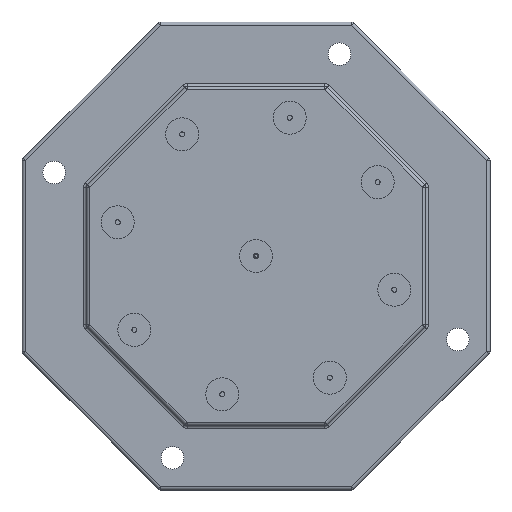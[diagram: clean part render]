
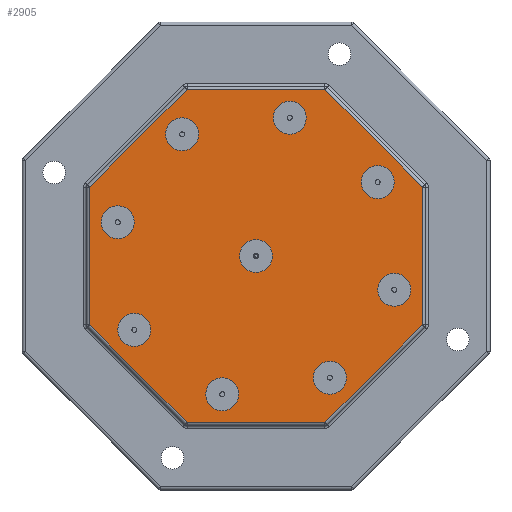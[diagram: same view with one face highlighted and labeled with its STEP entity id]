
A CAD part, front view. The second image highlights one B-rep face of the part: STEP entity #2905.
In plain terms, the highlighted planar face has unit normal (0, -1, 0).
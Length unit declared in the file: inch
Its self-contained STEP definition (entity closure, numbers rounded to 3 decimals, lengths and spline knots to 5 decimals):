
#69=FACE_BOUND('',#466,.T.);
#70=FACE_BOUND('',#467,.T.);
#71=FACE_BOUND('',#468,.T.);
#72=FACE_BOUND('',#469,.T.);
#73=FACE_BOUND('',#470,.T.);
#74=FACE_BOUND('',#471,.T.);
#75=FACE_BOUND('',#472,.T.);
#76=FACE_BOUND('',#473,.T.);
#77=FACE_BOUND('',#474,.T.);
#123=PLANE('',#3253);
#258=FACE_OUTER_BOUND('',#465,.T.);
#465=EDGE_LOOP('',(#2248,#2249,#2250,#2251,#2252,#2253,#2254,#2255));
#466=EDGE_LOOP('',(#2256));
#467=EDGE_LOOP('',(#2257));
#468=EDGE_LOOP('',(#2258));
#469=EDGE_LOOP('',(#2259));
#470=EDGE_LOOP('',(#2260));
#471=EDGE_LOOP('',(#2261));
#472=EDGE_LOOP('',(#2262));
#473=EDGE_LOOP('',(#2263));
#474=EDGE_LOOP('',(#2264));
#722=CIRCLE('',#3254,0.1055);
#723=CIRCLE('',#3255,0.1055);
#724=CIRCLE('',#3256,0.1055);
#725=CIRCLE('',#3257,0.1055);
#726=CIRCLE('',#3258,0.1055);
#727=CIRCLE('',#3259,0.1055);
#728=CIRCLE('',#3260,0.1055);
#729=CIRCLE('',#3261,0.1055);
#730=CIRCLE('',#3262,0.1055);
#930=LINE('',#4911,#1096);
#933=LINE('',#4927,#1099);
#934=LINE('',#4933,#1100);
#935=LINE('',#4939,#1101);
#936=LINE('',#4945,#1102);
#937=LINE('',#4951,#1103);
#941=LINE('',#4969,#1107);
#944=LINE('',#4984,#1110);
#1096=VECTOR('',#3934,0.3937);
#1099=VECTOR('',#3955,0.3937);
#1100=VECTOR('',#3964,0.3937);
#1101=VECTOR('',#3973,0.3937);
#1102=VECTOR('',#3982,0.3937);
#1103=VECTOR('',#3991,0.3937);
#1107=VECTOR('',#4013,0.3937);
#1110=VECTOR('',#4034,0.3937);
#1300=VERTEX_POINT('',#4895);
#1304=VERTEX_POINT('',#4910);
#1308=VERTEX_POINT('',#4926);
#1309=VERTEX_POINT('',#4932);
#1310=VERTEX_POINT('',#4938);
#1311=VERTEX_POINT('',#4944);
#1312=VERTEX_POINT('',#4950);
#1317=VERTEX_POINT('',#4968);
#1321=VERTEX_POINT('',#4986);
#1322=VERTEX_POINT('',#4988);
#1323=VERTEX_POINT('',#4990);
#1324=VERTEX_POINT('',#4992);
#1325=VERTEX_POINT('',#4994);
#1326=VERTEX_POINT('',#4996);
#1327=VERTEX_POINT('',#4998);
#1328=VERTEX_POINT('',#5000);
#1329=VERTEX_POINT('',#5002);
#1624=EDGE_CURVE('',#1300,#1304,#930,.T.);
#1632=EDGE_CURVE('',#1304,#1308,#933,.T.);
#1635=EDGE_CURVE('',#1308,#1309,#934,.T.);
#1638=EDGE_CURVE('',#1309,#1310,#935,.T.);
#1641=EDGE_CURVE('',#1310,#1311,#936,.T.);
#1644=EDGE_CURVE('',#1311,#1312,#937,.T.);
#1653=EDGE_CURVE('',#1312,#1317,#941,.T.);
#1661=EDGE_CURVE('',#1317,#1300,#944,.T.);
#1662=EDGE_CURVE('',#1321,#1321,#722,.T.);
#1663=EDGE_CURVE('',#1322,#1322,#723,.T.);
#1664=EDGE_CURVE('',#1323,#1323,#724,.T.);
#1665=EDGE_CURVE('',#1324,#1324,#725,.T.);
#1666=EDGE_CURVE('',#1325,#1325,#726,.T.);
#1667=EDGE_CURVE('',#1326,#1326,#727,.T.);
#1668=EDGE_CURVE('',#1327,#1327,#728,.T.);
#1669=EDGE_CURVE('',#1328,#1328,#729,.T.);
#1670=EDGE_CURVE('',#1329,#1329,#730,.T.);
#2248=ORIENTED_EDGE('',*,*,#1661,.F.);
#2249=ORIENTED_EDGE('',*,*,#1653,.F.);
#2250=ORIENTED_EDGE('',*,*,#1644,.F.);
#2251=ORIENTED_EDGE('',*,*,#1641,.F.);
#2252=ORIENTED_EDGE('',*,*,#1638,.F.);
#2253=ORIENTED_EDGE('',*,*,#1635,.F.);
#2254=ORIENTED_EDGE('',*,*,#1632,.F.);
#2255=ORIENTED_EDGE('',*,*,#1624,.F.);
#2256=ORIENTED_EDGE('',*,*,#1662,.T.);
#2257=ORIENTED_EDGE('',*,*,#1663,.T.);
#2258=ORIENTED_EDGE('',*,*,#1664,.T.);
#2259=ORIENTED_EDGE('',*,*,#1665,.T.);
#2260=ORIENTED_EDGE('',*,*,#1666,.T.);
#2261=ORIENTED_EDGE('',*,*,#1667,.T.);
#2262=ORIENTED_EDGE('',*,*,#1668,.T.);
#2263=ORIENTED_EDGE('',*,*,#1669,.T.);
#2264=ORIENTED_EDGE('',*,*,#1670,.T.);
#2905=ADVANCED_FACE('',(#258,#69,#70,#71,#72,#73,#74,#75,#76,#77),#123,
 .F.);
#3253=AXIS2_PLACEMENT_3D('',#4985,#4035,#4036);
#3254=AXIS2_PLACEMENT_3D('',#4987,#4037,#4038);
#3255=AXIS2_PLACEMENT_3D('',#4989,#4039,#4040);
#3256=AXIS2_PLACEMENT_3D('',#4991,#4041,#4042);
#3257=AXIS2_PLACEMENT_3D('',#4993,#4043,#4044);
#3258=AXIS2_PLACEMENT_3D('',#4995,#4045,#4046);
#3259=AXIS2_PLACEMENT_3D('',#4997,#4047,#4048);
#3260=AXIS2_PLACEMENT_3D('',#4999,#4049,#4050);
#3261=AXIS2_PLACEMENT_3D('',#5001,#4051,#4052);
#3262=AXIS2_PLACEMENT_3D('',#5003,#4053,#4054);
#3934=DIRECTION('',(0.707,0.,0.707));
#3955=DIRECTION('',(1.,0.,0.));
#3964=DIRECTION('',(0.707,0.,-0.707));
#3973=DIRECTION('',(0.,0.,-1.));
#3982=DIRECTION('',(-0.707,0.,-0.707));
#3991=DIRECTION('',(-1.,0.,0.));
#4013=DIRECTION('',(-0.707,0.,0.707));
#4034=DIRECTION('',(0.,0.,1.));
#4035=DIRECTION('center_axis',(0.,1.,0.));
#4036=DIRECTION('ref_axis',(0.,0.,1.));
#4037=DIRECTION('center_axis',(0.,1.,0.));
#4038=DIRECTION('ref_axis',(-1.,0.,0.));
#4039=DIRECTION('center_axis',(0.,1.,0.));
#4040=DIRECTION('ref_axis',(-0.707,0.,0.707));
#4041=DIRECTION('center_axis',(0.,1.,0.));
#4042=DIRECTION('ref_axis',(0.,0.,1.));
#4043=DIRECTION('center_axis',(0.,1.,0.));
#4044=DIRECTION('ref_axis',(0.707,0.,0.707));
#4045=DIRECTION('center_axis',(0.,1.,0.));
#4046=DIRECTION('ref_axis',(1.,0.,0.));
#4047=DIRECTION('center_axis',(0.,1.,0.));
#4048=DIRECTION('ref_axis',(0.707,0.,-0.707));
#4049=DIRECTION('center_axis',(0.,1.,0.));
#4050=DIRECTION('ref_axis',(0.,0.,-1.));
#4051=DIRECTION('center_axis',(0.,1.,0.));
#4052=DIRECTION('ref_axis',(-0.707,0.,-0.707));
#4053=DIRECTION('center_axis',(0.,1.,0.));
#4054=DIRECTION('ref_axis',(-1.,0.,0.));
#4895=CARTESIAN_POINT('',(-1.0664,0.,0.44172));
#4910=CARTESIAN_POINT('',(-0.44172,0.,1.0664));
#4911=CARTESIAN_POINT('',(-0.91315,0.,0.59496));
#4926=CARTESIAN_POINT('',(0.44172,0.,1.0664));
#4927=CARTESIAN_POINT('',(-0.225,0.,1.0664));
#4932=CARTESIAN_POINT('',(1.0664,0.,0.44172));
#4933=CARTESIAN_POINT('',(0.59496,0.,0.91315));
#4938=CARTESIAN_POINT('',(1.0664,0.,-0.44172));
#4939=CARTESIAN_POINT('',(1.0664,0.,0.225));
#4944=CARTESIAN_POINT('',(0.44172,0.,-1.0664));
#4945=CARTESIAN_POINT('',(0.91315,0.,-0.59496));
#4950=CARTESIAN_POINT('',(-0.44172,0.,-1.0664));
#4951=CARTESIAN_POINT('',(0.225,0.,-1.0664));
#4968=CARTESIAN_POINT('',(-1.0664,0.,-0.44172));
#4969=CARTESIAN_POINT('',(-0.59496,0.,-0.91315));
#4984=CARTESIAN_POINT('',(-1.0664,0.,-0.225));
#4985=CARTESIAN_POINT('Origin',(0.,0.,0.));
#4986=CARTESIAN_POINT('',(0.32204,0.,0.8864));
#4987=CARTESIAN_POINT('Origin',(0.21654,0.,0.8864));
#4988=CARTESIAN_POINT('',(0.85449,0.,0.39906));
#4989=CARTESIAN_POINT('Origin',(0.77989,0.,0.47366));
#4990=CARTESIAN_POINT('',(0.8864,0.,-0.32204));
#4991=CARTESIAN_POINT('Origin',(0.8864,0.,-0.21654));
#4992=CARTESIAN_POINT('',(0.39906,0.,-0.85449));
#4993=CARTESIAN_POINT('Origin',(0.47366,0.,-0.77989));
#4994=CARTESIAN_POINT('',(-0.32204,0.,-0.8864));
#4995=CARTESIAN_POINT('Origin',(-0.21654,0.,-0.8864));
#4996=CARTESIAN_POINT('',(-0.85449,0.,-0.39906));
#4997=CARTESIAN_POINT('Origin',(-0.77989,0.,-0.47366));
#4998=CARTESIAN_POINT('',(-0.8864,0.,0.32204));
#4999=CARTESIAN_POINT('Origin',(-0.8864,0.,0.21654));
#5000=CARTESIAN_POINT('',(-0.39906,0.,0.85449));
#5001=CARTESIAN_POINT('Origin',(-0.47366,0.,0.77989));
#5002=CARTESIAN_POINT('',(0.1055,0.,0.));
#5003=CARTESIAN_POINT('Origin',(0.,0.,0.));
